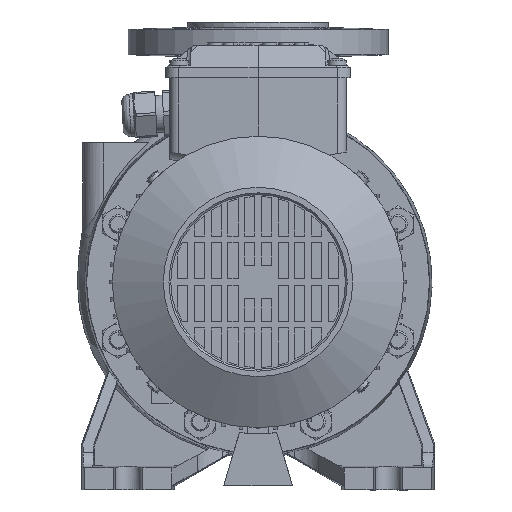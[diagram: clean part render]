
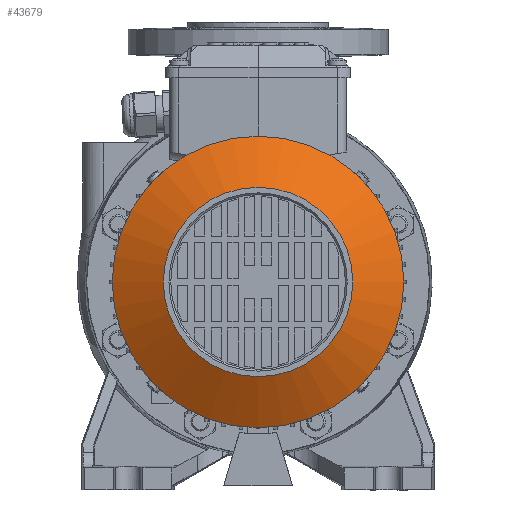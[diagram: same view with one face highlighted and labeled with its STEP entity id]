
A CAD part, left-side view. The second image highlights one B-rep face of the part: STEP entity #43679.
In plain terms, the highlighted free-form (B-spline) face has degree [2, 1] with [9, 2] control points.
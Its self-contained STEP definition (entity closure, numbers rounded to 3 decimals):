
#43599=CARTESIAN_POINT('',(-408.,0.,51.));
#43600=VERTEX_POINT('',#43599);
#43601=CARTESIAN_POINT('',(-408.,0.,-51.));
#43602=VERTEX_POINT('',#43601);
#43603=CARTESIAN_POINT('',(-408.,0.,0.));
#43604=DIRECTION('',(1.,0.,0.));
#43605=DIRECTION('',(0.,0.,-1.));
#43606=AXIS2_PLACEMENT_3D('',#43603,#43604,#43605);
#43607=CIRCLE('',#43606,51.);
#43608=EDGE_CURVE('',#43600,#43602,#43607,.T.);
#43610=CARTESIAN_POINT('',(-408.,0.,0.));
#43611=DIRECTION('',(1.,0.,0.));
#43612=DIRECTION('',(0.,0.,-1.));
#43613=AXIS2_PLACEMENT_3D('',#43610,#43611,#43612);
#43614=CIRCLE('',#43613,51.);
#43615=EDGE_CURVE('',#43602,#43600,#43614,.T.);
#43624=CARTESIAN_POINT('',(-408.,0.,-51.));
#43625=CARTESIAN_POINT('',(-408.,51.,-51.));
#43626=CARTESIAN_POINT('',(-408.,51.,0.));
#43627=CARTESIAN_POINT('',(-408.,51.,51.));
#43628=CARTESIAN_POINT('',(-408.,0.,51.));
#43629=CARTESIAN_POINT('',(-408.,-51.,51.));
#43630=CARTESIAN_POINT('',(-408.,-51.,0.));
#43631=CARTESIAN_POINT('',(-408.,-51.,-51.));
#43632=CARTESIAN_POINT('',(-408.,0.,-51.));
#43633=CARTESIAN_POINT('',(-392.123,0.,-78.5));
#43634=CARTESIAN_POINT('',(-392.123,78.5,-78.5));
#43635=CARTESIAN_POINT('',(-392.123,78.5,0.));
#43636=CARTESIAN_POINT('',(-392.123,78.5,78.5));
#43637=CARTESIAN_POINT('',(-392.123,0.,78.5));
#43638=CARTESIAN_POINT('',(-392.123,-78.5,78.5));
#43639=CARTESIAN_POINT('',(-392.123,-78.5,0.));
#43640=CARTESIAN_POINT('',(-392.123,-78.5,-78.5));
#43641=CARTESIAN_POINT('',(-392.123,0.,-78.5));
#43649=(BOUNDED_SURFACE()B_SPLINE_SURFACE(2,1,((#43624,#43633),(#43625,#43634),(#43626,#43635),(#43627,#43636),(#43628,#43637),(#43629,#43638),(#43630,#43639),(#43631,#43640),(#43632,#43641)),.UNSPECIFIED.,.T.,.F.,.U.)B_SPLINE_SURFACE_WITH_KNOTS((3,2,2,2,3),(2,2),(0.0,0.25,0.5,0.75,1.0),(0.0,31.754),.UNSPECIFIED.)GEOMETRIC_REPRESENTATION_ITEM()RATIONAL_B_SPLINE_SURFACE(((1.0,1.0),(0.707,0.707),(1.0,1.0),(0.707,0.707),(1.0,1.0),(0.707,0.707),(1.0,1.0),(0.707,0.707),(1.0,1.0)))REPRESENTATION_ITEM('')SURFACE());
#43650=ORIENTED_EDGE('',*,*,#43615,.T.);
#43651=ORIENTED_EDGE('',*,*,#43608,.T.);
#43652=CARTESIAN_POINT('',(-392.123,0.,-78.5));
#43653=VERTEX_POINT('',#43652);
#43654=CARTESIAN_POINT('',(-408.,0.,-51.));
#43655=DIRECTION('',(0.5,0.,-0.866));
#43656=VECTOR('',#43655,31.754);
#43657=LINE('',#43654,#43656);
#43658=EDGE_CURVE('',#43602,#43653,#43657,.T.);
#43659=ORIENTED_EDGE('',*,*,#43658,.T.);
#43660=CARTESIAN_POINT('',(-392.123,0.,78.5));
#43661=VERTEX_POINT('',#43660);
#43662=CARTESIAN_POINT('',(-392.123,0.,0.));
#43663=DIRECTION('',(1.,0.,0.));
#43664=DIRECTION('',(0.,0.,-1.));
#43665=AXIS2_PLACEMENT_3D('',#43662,#43663,#43664);
#43666=CIRCLE('',#43665,78.5);
#43667=EDGE_CURVE('',#43661,#43653,#43666,.T.);
#43668=ORIENTED_EDGE('',*,*,#43667,.F.);
#43669=CARTESIAN_POINT('',(-392.123,0.,0.));
#43670=DIRECTION('',(1.,0.,0.));
#43671=DIRECTION('',(0.,0.,-1.));
#43672=AXIS2_PLACEMENT_3D('',#43669,#43670,#43671);
#43673=CIRCLE('',#43672,78.5);
#43674=EDGE_CURVE('',#43653,#43661,#43673,.T.);
#43675=ORIENTED_EDGE('',*,*,#43674,.F.);
#43676=ORIENTED_EDGE('',*,*,#43658,.F.);
#43677=EDGE_LOOP('',(#43650,#43651,#43659,#43668,#43675,#43676));
#43678=FACE_OUTER_BOUND('',#43677,.T.);
#43679=ADVANCED_FACE('',(#43678),#43649,.T.);
